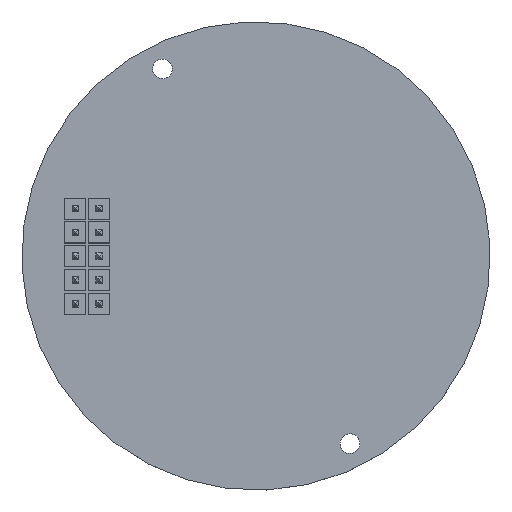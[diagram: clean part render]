
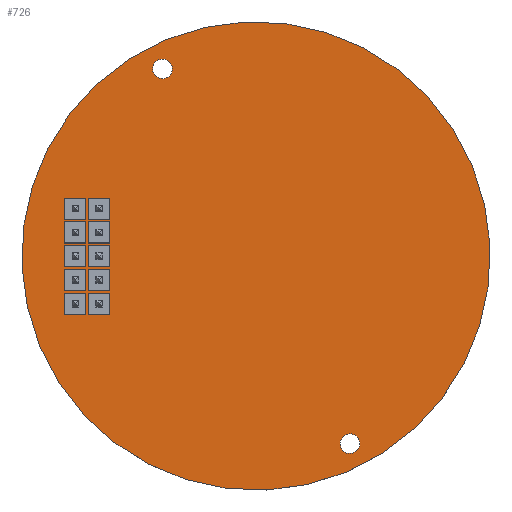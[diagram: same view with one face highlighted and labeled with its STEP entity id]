
A CAD part, top view. The second image highlights one B-rep face of the part: STEP entity #726.
In plain terms, the highlighted face is planar.
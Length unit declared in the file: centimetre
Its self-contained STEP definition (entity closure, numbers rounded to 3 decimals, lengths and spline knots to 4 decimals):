
#267=PLANE('',#788);
#286=VERTEX_POINT('',#1049);
#288=VERTEX_POINT('',#1054);
#290=VERTEX_POINT('',#1059);
#292=VERTEX_POINT('',#1064);
#294=VERTEX_POINT('',#1069);
#296=VERTEX_POINT('',#1074);
#298=VERTEX_POINT('',#1079);
#300=VERTEX_POINT('',#1084);
#302=VERTEX_POINT('',#1089);
#304=VERTEX_POINT('',#1094);
#306=VERTEX_POINT('',#1099);
#308=VERTEX_POINT('',#1104);
#310=VERTEX_POINT('',#1109);
#337=CIRCLE('',#750,2.5);
#339=CIRCLE('',#753,0.05);
#341=CIRCLE('',#756,0.05);
#343=CIRCLE('',#759,0.05);
#345=CIRCLE('',#762,0.05);
#347=CIRCLE('',#765,0.05);
#349=CIRCLE('',#768,0.05);
#351=CIRCLE('',#771,0.05);
#353=CIRCLE('',#774,0.05);
#355=CIRCLE('',#777,0.05);
#357=CIRCLE('',#780,0.105);
#359=CIRCLE('',#783,0.105);
#361=CIRCLE('',#786,0.05);
#369=EDGE_CURVE('',#286,#286,#337,.T.);
#371=EDGE_CURVE('',#288,#288,#339,.T.);
#373=EDGE_CURVE('',#290,#290,#341,.T.);
#375=EDGE_CURVE('',#292,#292,#343,.T.);
#377=EDGE_CURVE('',#294,#294,#345,.T.);
#379=EDGE_CURVE('',#296,#296,#347,.T.);
#381=EDGE_CURVE('',#298,#298,#349,.T.);
#383=EDGE_CURVE('',#300,#300,#351,.T.);
#385=EDGE_CURVE('',#302,#302,#353,.T.);
#387=EDGE_CURVE('',#304,#304,#355,.T.);
#389=EDGE_CURVE('',#306,#306,#357,.T.);
#391=EDGE_CURVE('',#308,#308,#359,.T.);
#393=EDGE_CURVE('',#310,#310,#361,.T.);
#461=ORIENTED_EDGE('',*,*,#393,.F.);
#462=ORIENTED_EDGE('',*,*,#391,.F.);
#463=ORIENTED_EDGE('',*,*,#389,.F.);
#464=ORIENTED_EDGE('',*,*,#387,.F.);
#465=ORIENTED_EDGE('',*,*,#385,.F.);
#466=ORIENTED_EDGE('',*,*,#383,.F.);
#467=ORIENTED_EDGE('',*,*,#381,.F.);
#468=ORIENTED_EDGE('',*,*,#379,.F.);
#469=ORIENTED_EDGE('',*,*,#377,.F.);
#470=ORIENTED_EDGE('',*,*,#375,.F.);
#471=ORIENTED_EDGE('',*,*,#373,.F.);
#472=ORIENTED_EDGE('',*,*,#371,.F.);
#473=ORIENTED_EDGE('',*,*,#369,.F.);
#593=EDGE_LOOP('',(#461));
#594=EDGE_LOOP('',(#462));
#595=EDGE_LOOP('',(#463));
#596=EDGE_LOOP('',(#464));
#597=EDGE_LOOP('',(#465));
#598=EDGE_LOOP('',(#466));
#599=EDGE_LOOP('',(#467));
#600=EDGE_LOOP('',(#468));
#601=EDGE_LOOP('',(#469));
#602=EDGE_LOOP('',(#470));
#603=EDGE_LOOP('',(#471));
#604=EDGE_LOOP('',(#472));
#605=EDGE_LOOP('',(#473));
#666=FACE_BOUND('',#593,.T.);
#667=FACE_BOUND('',#594,.T.);
#668=FACE_BOUND('',#595,.T.);
#669=FACE_BOUND('',#596,.T.);
#670=FACE_BOUND('',#597,.T.);
#671=FACE_BOUND('',#598,.T.);
#672=FACE_BOUND('',#599,.T.);
#673=FACE_BOUND('',#600,.T.);
#674=FACE_BOUND('',#601,.T.);
#675=FACE_BOUND('',#602,.T.);
#676=FACE_BOUND('',#603,.T.);
#677=FACE_BOUND('',#604,.T.);
#678=FACE_BOUND('',#605,.T.);
#726=ADVANCED_FACE('',(#666,#667,#668,#669,#670,#671,#672,#673,#674,#675,
#676,#677,#678),#267,.T.);
#750=AXIS2_PLACEMENT_3D('',#1048,#846,#847);
#753=AXIS2_PLACEMENT_3D('',#1053,#852,#853);
#756=AXIS2_PLACEMENT_3D('',#1058,#858,#859);
#759=AXIS2_PLACEMENT_3D('',#1063,#864,#865);
#762=AXIS2_PLACEMENT_3D('',#1068,#870,#871);
#765=AXIS2_PLACEMENT_3D('',#1073,#876,#877);
#768=AXIS2_PLACEMENT_3D('',#1078,#882,#883);
#771=AXIS2_PLACEMENT_3D('',#1083,#888,#889);
#774=AXIS2_PLACEMENT_3D('',#1088,#894,#895);
#777=AXIS2_PLACEMENT_3D('',#1093,#900,#901);
#780=AXIS2_PLACEMENT_3D('',#1098,#906,#907);
#783=AXIS2_PLACEMENT_3D('',#1103,#912,#913);
#786=AXIS2_PLACEMENT_3D('',#1108,#918,#919);
#788=AXIS2_PLACEMENT_3D('',#1112,#922,$);
#846=DIRECTION('',(0.,-1.,0.));
#847=DIRECTION('',(2.5,0.,0.));
#852=DIRECTION('',(0.,1.,0.));
#853=DIRECTION('',(0.05,0.,0.));
#858=DIRECTION('',(0.,1.,0.));
#859=DIRECTION('',(0.05,0.,0.));
#864=DIRECTION('',(0.,1.,0.));
#865=DIRECTION('',(0.05,0.,0.));
#870=DIRECTION('',(0.,1.,0.));
#871=DIRECTION('',(0.05,0.,0.));
#876=DIRECTION('',(0.,1.,0.));
#877=DIRECTION('',(0.05,0.,0.));
#882=DIRECTION('',(0.,1.,0.));
#883=DIRECTION('',(0.05,0.,0.));
#888=DIRECTION('',(0.,1.,0.));
#889=DIRECTION('',(0.05,0.,0.));
#894=DIRECTION('',(0.,1.,0.));
#895=DIRECTION('',(0.05,0.,0.));
#900=DIRECTION('',(0.,1.,0.));
#901=DIRECTION('',(0.05,0.,0.));
#906=DIRECTION('',(0.,1.,0.));
#907=DIRECTION('',(0.105,0.,0.));
#912=DIRECTION('',(0.,1.,0.));
#913=DIRECTION('',(0.105,0.,0.));
#918=DIRECTION('',(0.,1.,0.));
#919=DIRECTION('',(0.05,0.,0.));
#922=DIRECTION('',(0.,1.,0.));
#1048=CARTESIAN_POINT('',(0.,0.15,0.));
#1049=CARTESIAN_POINT('',(2.5,0.15,0.));
#1053=CARTESIAN_POINT('',(1.9762,0.15,0.2711));
#1054=CARTESIAN_POINT('',(2.0262,0.15,0.2711));
#1058=CARTESIAN_POINT('',(1.6439,0.15,0.4076));
#1059=CARTESIAN_POINT('',(1.6939,0.15,0.4076));
#1063=CARTESIAN_POINT('',(1.8784,0.15,0.5055));
#1064=CARTESIAN_POINT('',(1.9284,0.15,0.5055));
#1068=CARTESIAN_POINT('',(1.5461,0.15,0.642));
#1069=CARTESIAN_POINT('',(1.5961,0.15,0.642));
#1073=CARTESIAN_POINT('',(1.7805,0.15,0.7399));
#1074=CARTESIAN_POINT('',(1.8305,0.15,0.7399));
#1078=CARTESIAN_POINT('',(1.4482,0.15,0.8764));
#1079=CARTESIAN_POINT('',(1.4982,0.15,0.8764));
#1083=CARTESIAN_POINT('',(1.6827,0.15,0.9742));
#1084=CARTESIAN_POINT('',(1.7327,0.15,0.9742));
#1088=CARTESIAN_POINT('',(1.3504,0.15,1.1108));
#1089=CARTESIAN_POINT('',(1.4004,0.15,1.1108));
#1093=CARTESIAN_POINT('',(1.5848,0.15,1.2086));
#1094=CARTESIAN_POINT('',(1.6348,0.15,1.2086));
#1098=CARTESIAN_POINT('',(-0.1532,0.15,-2.2348));
#1099=CARTESIAN_POINT('',(-0.0482,0.15,-2.2348));
#1103=CARTESIAN_POINT('',(0.1514,0.15,2.227));
#1104=CARTESIAN_POINT('',(0.2564,0.15,2.227));
#1108=CARTESIAN_POINT('',(1.7418,0.15,0.1732));
#1109=CARTESIAN_POINT('',(1.7918,0.15,0.1732));
#1112=CARTESIAN_POINT('',(0.,0.15,0.));
